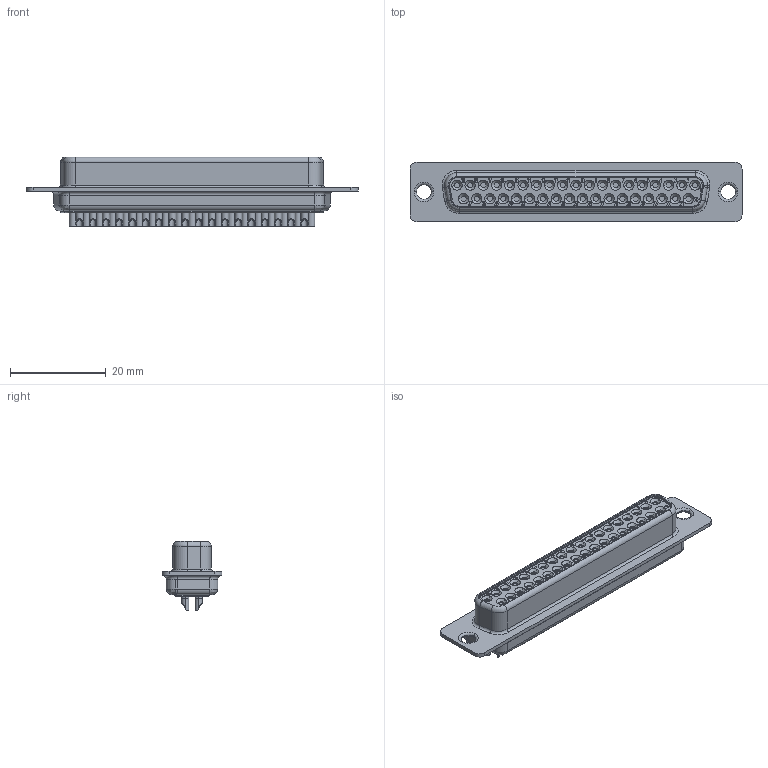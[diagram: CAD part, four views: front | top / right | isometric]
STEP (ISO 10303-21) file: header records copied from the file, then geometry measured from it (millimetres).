
FILE_DESCRIPTION(/* description */ (''),/* implementation_level */ '2;1');
FILE_NAME(/* name */ '100202729ugm000_b.stp',/* time_stamp */ '2018-04-16T10:32:21+02:00',/* author */ (''),/* organization */ (''),/* preprocessor_version */ 'ST-DEVELOPER v16',/* originating_system */ 'SIEMENS PLM Software NX 10.0',/* authorisation */ '');
FILE_SCHEMA (('AUTOMOTIVE_DESIGN { 1 0 10303 214 3 1 1 1 }'));
Products named in the file (1): 100202729ugm000_b
Bounding box: 69.3 x 12.5 x 14.51 mm (x, y, z)
Volume: 5813.2 mm3; surface area: 4155.6 mm2
Topology: 1 solids, 1 shells, 3882 faces, 10635 edges, 6982 vertices
Faces by surface type: plane 2480, bspline 792, cylinder 401, cone 162, torus 33, sphere 8, extrusion 6
Full cylindrical faces by diameter (mm): 0.134 x1, 0.197 x1
Entity records: 174180 total; most frequent: CARTESIAN_POINT 54964, ORIENTED_EDGE 21118, DIRECTION 15750, EDGE_CURVE 10559, VECTOR 7892, LINE 7886, VERTEX_POINT 6981, EDGE_LOOP 4188
